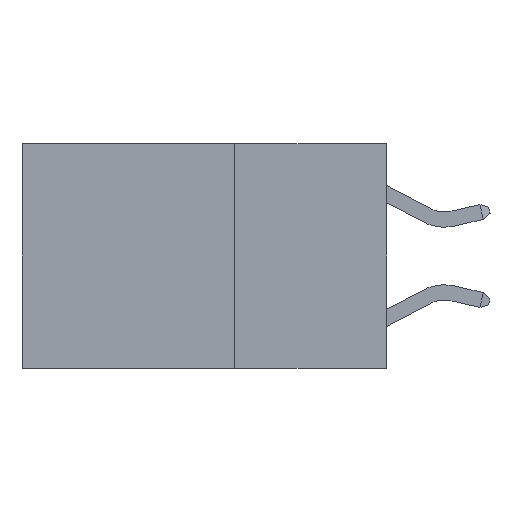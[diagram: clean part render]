
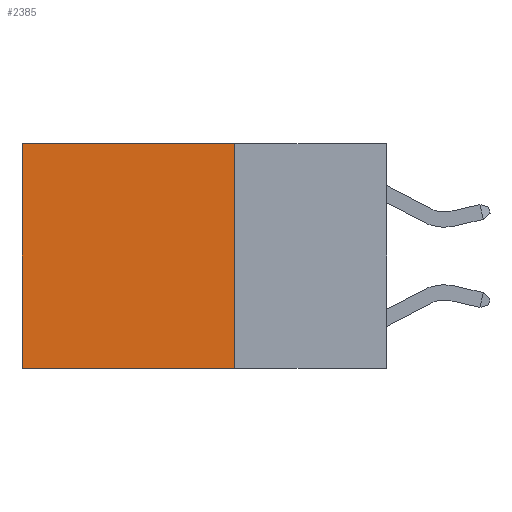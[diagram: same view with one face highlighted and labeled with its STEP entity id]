
A CAD part, left-side view. The second image highlights one B-rep face of the part: STEP entity #2385.
In plain terms, the highlighted planar face has unit normal (-1, 0, 0).
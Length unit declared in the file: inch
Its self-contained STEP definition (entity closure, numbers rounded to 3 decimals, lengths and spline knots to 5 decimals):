
#1179 = PLANE ( 'NONE',  #1549 ) ;
#1218 = DIRECTION ( 'NONE',  ( 0., 0., -1. ) ) ;
#1273 = CARTESIAN_POINT ( 'NONE',  ( 0.2625, 0.25, -0.37 ) ) ;
#1549 = AXIS2_PLACEMENT_3D ( 'NONE', #13233, #5348, #14516 ) ;
#2385 = ADVANCED_FACE ( 'NONE', ( #4120 ), #1179, .F. ) ;
#3006 = EDGE_CURVE ( 'NONE', #14082, #13055, #14779, .T. ) ;
#3456 = VECTOR ( 'NONE', #7759, 39.37008 ) ;
#4120 = FACE_OUTER_BOUND ( 'NONE', #13666, .T. ) ;
#4296 = VECTOR ( 'NONE', #1218, 39.37008 ) ;
#4312 = DIRECTION ( 'NONE',  ( 0., 1., 0. ) ) ;
#5025 = VECTOR ( 'NONE', #11147, 39.37008 ) ;
#5248 = CARTESIAN_POINT ( 'NONE',  ( 0.2625, 0.6, 0. ) ) ;
#5348 = DIRECTION ( 'NONE',  ( 1., 0., 0. ) ) ;
#6501 = ORIENTED_EDGE ( 'NONE', *, *, #3006, .T. ) ;
#6886 = CARTESIAN_POINT ( 'NONE',  ( 0.2625, 0.25, -0.37 ) ) ;
#6926 = VERTEX_POINT ( 'NONE', #12919 ) ;
#7387 = LINE ( 'NONE', #9062, #3456 ) ;
#7759 = DIRECTION ( 'NONE',  ( 0., 1., 0. ) ) ;
#8506 = LINE ( 'NONE', #8563, #5025 ) ;
#8563 = CARTESIAN_POINT ( 'NONE',  ( 0.2625, 0.25, 0. ) ) ;
#9036 = VERTEX_POINT ( 'NONE', #1273 ) ;
#9062 = CARTESIAN_POINT ( 'NONE',  ( 0.2625, 0.25, 0. ) ) ;
#10091 = EDGE_CURVE ( 'NONE', #6926, #14082, #7387, .T. ) ;
#10332 = ORIENTED_EDGE ( 'NONE', *, *, #10091, .T. ) ;
#11147 = DIRECTION ( 'NONE',  ( 0., 0., -1. ) ) ;
#11572 = EDGE_CURVE ( 'NONE', #9036, #13055, #13497, .T. ) ;
#12919 = CARTESIAN_POINT ( 'NONE',  ( 0.2625, 0.25, 0. ) ) ;
#13055 = VERTEX_POINT ( 'NONE', #15361 ) ;
#13233 = CARTESIAN_POINT ( 'NONE',  ( 0.2625, 0.25, 0. ) ) ;
#13472 = ORIENTED_EDGE ( 'NONE', *, *, #11572, .F. ) ;
#13497 = LINE ( 'NONE', #6886, #16503 ) ;
#13666 = EDGE_LOOP ( 'NONE', ( #6501, #13472, #16876, #10332 ) ) ;
#14082 = VERTEX_POINT ( 'NONE', #5248 ) ;
#14500 = CARTESIAN_POINT ( 'NONE',  ( 0.2625, 0.6, 0. ) ) ;
#14516 = DIRECTION ( 'NONE',  ( 0., 0., -1. ) ) ;
#14779 = LINE ( 'NONE', #14500, #4296 ) ;
#15361 = CARTESIAN_POINT ( 'NONE',  ( 0.2625, 0.6, -0.37 ) ) ;
#16231 = EDGE_CURVE ( 'NONE', #6926, #9036, #8506, .T. ) ;
#16503 = VECTOR ( 'NONE', #4312, 39.37008 ) ;
#16876 = ORIENTED_EDGE ( 'NONE', *, *, #16231, .F. ) ;
